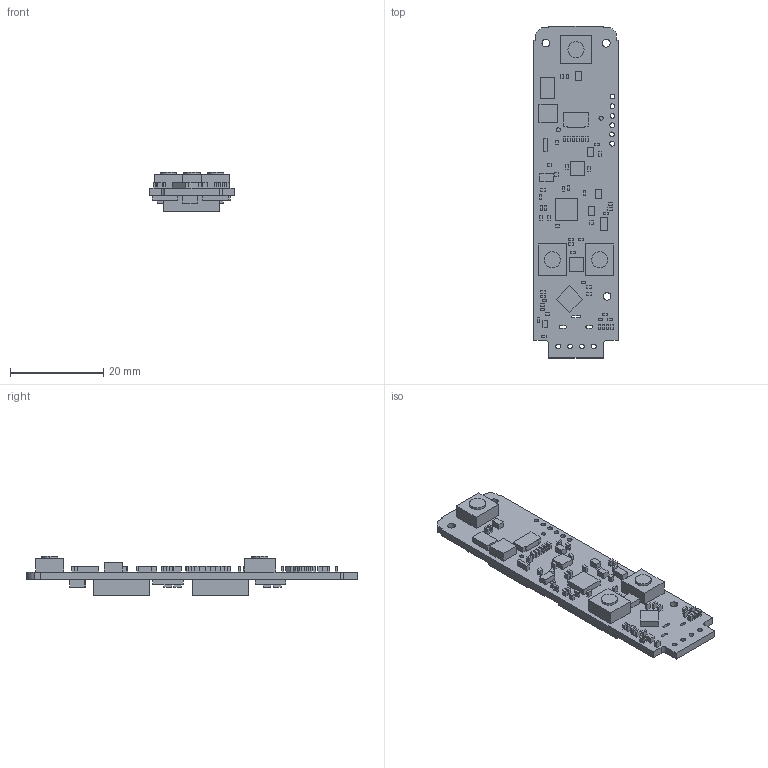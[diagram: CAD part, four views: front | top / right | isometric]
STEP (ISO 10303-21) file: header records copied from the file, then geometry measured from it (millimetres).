
FILE_DESCRIPTION (( 'STEP AP203' ), '1' );
FILE_NAME ('dna200board.STEP', '2015-06-23T07:21:19', ( '' ), ( '' ), 'SwSTEP 2.0', 'SolidWorks 2015', '' );
FILE_SCHEMA (( 'CONFIG_CONTROL_DESIGN' ));
Length unit declared in the file: millimetre
Products named in the file (1): dna200board
Bounding box: 18 x 71.07 x 8.47 mm (x, y, z)
Volume: 3707.9 mm3; surface area: 4166.1 mm2
Topology: 1 solids, 4 shells, 554 faces, 1350 edges, 900 vertices
Faces by surface type: plane 499, cylinder 55
Entity records: 16139 total; most frequent: CARTESIAN_POINT 2805, ORIENTED_EDGE 2700, DIRECTION 2570, EDGE_CURVE 1350, VECTOR 1240, LINE 1240, VERTEX_POINT 900, EDGE_LOOP 682
